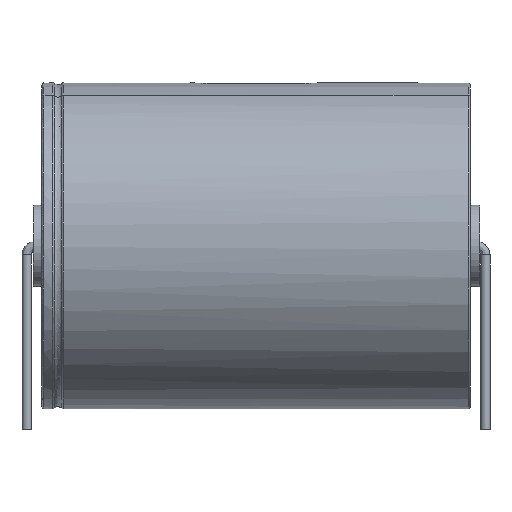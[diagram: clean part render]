
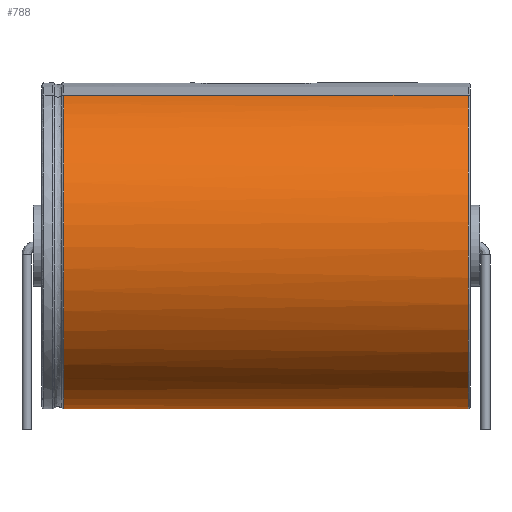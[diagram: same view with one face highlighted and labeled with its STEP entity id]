
A CAD part, front view. The second image highlights one B-rep face of the part: STEP entity #788.
In plain terms, the highlighted cylindrical face has radius 16 mm (diameter 32 mm), a partial arc.
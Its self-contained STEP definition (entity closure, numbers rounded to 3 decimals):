
#214=DIRECTION('',(-1.,0.,0.));
#228=DIRECTION('',(0.,0.383,0.924));
#331=VECTOR('',#332,1.);
#332=DIRECTION('',(1.,0.,0.));
#647=VERTEX_POINT('',#648);
#648=CARTESIAN_POINT('',(-18.865,6.123,30.782));
#658=ORIENTED_EDGE('',*,*,#659,.T.);
#659=EDGE_CURVE('',#647,#660,#662,.T.);
#660=VERTEX_POINT('',#661);
#661=CARTESIAN_POINT('',(-18.865,-6.123,30.782));
#662=B_SPLINE_CURVE_WITH_KNOTS('',13,(#663,#664,#665,#666,#667,#668,#669,#670,#671,#672,#673,#674,#675,#676,#677,#678,#679,#680,#681,#682,#683,#684,#685,#686,#687,#688,#689,#690,#691,#692,#693,#694,#695,#696,#697,#698,#699,#700),.UNSPECIFIED.,.F.,.F.,(14,12,12,14),(-3.748,0.,87.965,91.713),.UNSPECIFIED.);
#663=CARTESIAN_POINT('',(-18.865,2.66,32.216));
#664=CARTESIAN_POINT('',(-18.865,2.928,32.105));
#665=CARTESIAN_POINT('',(-18.865,3.196,31.994));
#666=CARTESIAN_POINT('',(-18.865,3.464,31.883));
#667=CARTESIAN_POINT('',(-18.865,3.731,31.773));
#668=CARTESIAN_POINT('',(-18.865,3.998,31.662));
#669=CARTESIAN_POINT('',(-18.865,4.265,31.552));
#670=CARTESIAN_POINT('',(-18.865,4.531,31.441));
#671=CARTESIAN_POINT('',(-18.865,4.797,31.331));
#672=CARTESIAN_POINT('',(-18.865,5.063,31.221));
#673=CARTESIAN_POINT('',(-18.865,5.328,31.111));
#674=CARTESIAN_POINT('',(-18.865,5.594,31.001));
#675=CARTESIAN_POINT('',(-18.865,5.858,30.892));
#676=CARTESIAN_POINT('',(-18.865,12.331,28.211));
#677=CARTESIAN_POINT('',(-18.865,17.458,22.777));
#678=CARTESIAN_POINT('',(-18.865,19.939,14.98));
#679=CARTESIAN_POINT('',(-18.865,18.554,6.316));
#680=CARTESIAN_POINT('',(-18.865,13.242,-0.996));
#681=CARTESIAN_POINT('',(-18.865,5.042,-5.648));
#682=CARTESIAN_POINT('',(-18.865,-5.042,-5.648));
#683=CARTESIAN_POINT('',(-18.865,-13.242,-0.996));
#684=CARTESIAN_POINT('',(-18.865,-18.554,6.316));
#685=CARTESIAN_POINT('',(-18.865,-19.939,14.98));
#686=CARTESIAN_POINT('',(-18.865,-17.458,22.777));
#687=CARTESIAN_POINT('',(-18.865,-12.331,28.211));
#688=CARTESIAN_POINT('',(-18.865,-5.858,30.892));
#689=CARTESIAN_POINT('',(-18.865,-5.594,31.001));
#690=CARTESIAN_POINT('',(-18.865,-5.328,31.111));
#691=CARTESIAN_POINT('',(-18.865,-5.063,31.221));
#692=CARTESIAN_POINT('',(-18.865,-4.797,31.331));
#693=CARTESIAN_POINT('',(-18.865,-4.531,31.441));
#694=CARTESIAN_POINT('',(-18.865,-4.265,31.552));
#695=CARTESIAN_POINT('',(-18.865,-3.998,31.662));
#696=CARTESIAN_POINT('',(-18.865,-3.731,31.773));
#697=CARTESIAN_POINT('',(-18.865,-3.464,31.883));
#698=CARTESIAN_POINT('',(-18.865,-3.196,31.994));
#699=CARTESIAN_POINT('',(-18.865,-2.928,32.105));
#700=CARTESIAN_POINT('',(-18.865,-2.66,32.216));
#788=ADVANCED_FACE('',(#789),#808,.T.);
#789=FACE_BOUND('',#790,.F.);
#790=EDGE_LOOP('',(#791,#658,#797,#803));
#791=ORIENTED_EDGE('',*,*,#792,.F.);
#792=EDGE_CURVE('',#647,#793,#795,.T.);
#793=VERTEX_POINT('',#794);
#794=CARTESIAN_POINT('',(20.8,6.123,30.782));
#795=LINE('',#796,#331);
#796=CARTESIAN_POINT('',(-19.,6.123,30.782));
#797=ORIENTED_EDGE('',*,*,#798,.T.);
#798=EDGE_CURVE('',#660,#799,#801,.T.);
#799=VERTEX_POINT('',#800);
#800=CARTESIAN_POINT('',(20.8,-6.123,30.782));
#801=LINE('',#802,#331);
#802=CARTESIAN_POINT('',(-19.,-6.123,30.782));
#803=ORIENTED_EDGE('',*,*,#804,.F.);
#804=EDGE_CURVE('',#793,#799,#805,.T.);
#805=CIRCLE('',#806,16.);
#806=AXIS2_PLACEMENT_3D('',#807,#214,#228);
#807=CARTESIAN_POINT('',(20.8,0.,16.));
#808=CYLINDRICAL_SURFACE('',#809,16.);
#809=AXIS2_PLACEMENT_3D('',#810,#332,#228);
#810=CARTESIAN_POINT('',(-19.,0.,16.));
